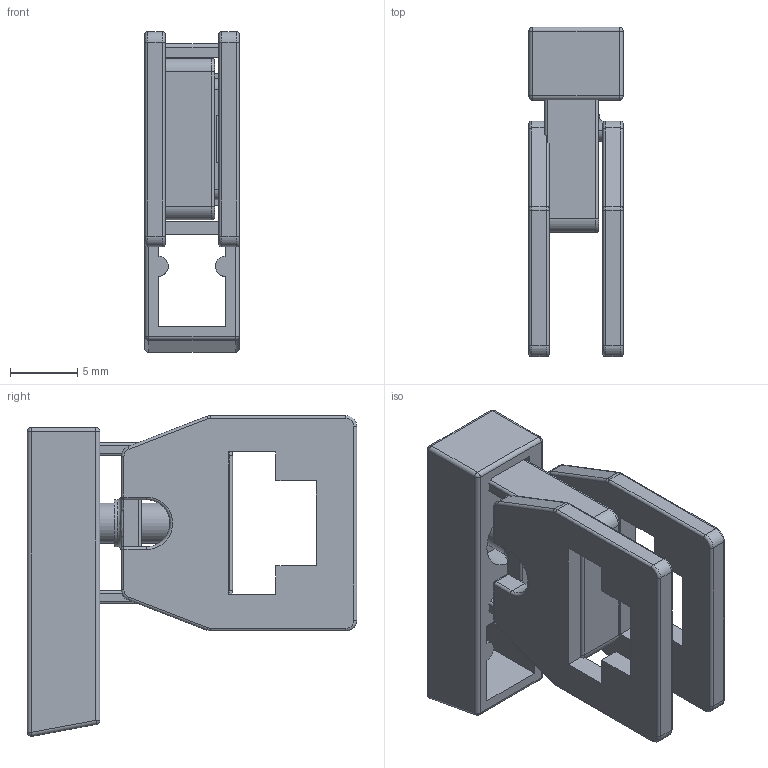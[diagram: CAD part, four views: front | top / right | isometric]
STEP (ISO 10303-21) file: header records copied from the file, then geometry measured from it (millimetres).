
FILE_DESCRIPTION(/* description */ (''),/* implementation_level */ '2;1');
FILE_NAME(/* name */ 'CENC4.stp',/* time_stamp */ '2016-07-29T08:29:29-04:00',/* author */ ('CAD Station'),/* organization */ (''),/* preprocessor_version */ 'ST-DEVELOPER v16.1',/* originating_system */ 'Autodesk Inventor 2016',/* authorisation */ '');
FILE_SCHEMA (('AUTOMOTIVE_DESIGN { 1 0 10303 214 3 1 1 }'));
Length unit declared in the file: millimetre
Products named in the file (5): CENC4_G; CENC4_M; CENC4_L; CENC4_Screw; CENC4
Assembly tree (4 placements, depth 2):
  CENC4
    CENC4_G
    CENC4_M
    CENC4_L
    CENC4_Screw
Bounding box: 7 x 24.48 x 23.84 mm (x, y, z)
Volume: 1408.5 mm3; surface area: 2532.6 mm2
Topology: 4 solids, 4 shells, 246 faces, 585 edges, 346 vertices
Faces by surface type: cylinder 105, plane 77, torus 46, sphere 12, bspline 6
Full cylindrical faces by diameter (mm): 3 x2, 3.5 x2, 4.5 x1, 5 x2
Entity records: 7450 total; most frequent: CARTESIAN_POINT 1594, DIRECTION 1286, ORIENTED_EDGE 1144, EDGE_CURVE 572, AXIS2_PLACEMENT_3D 493, VERTEX_POINT 344, LINE 300, VECTOR 300
